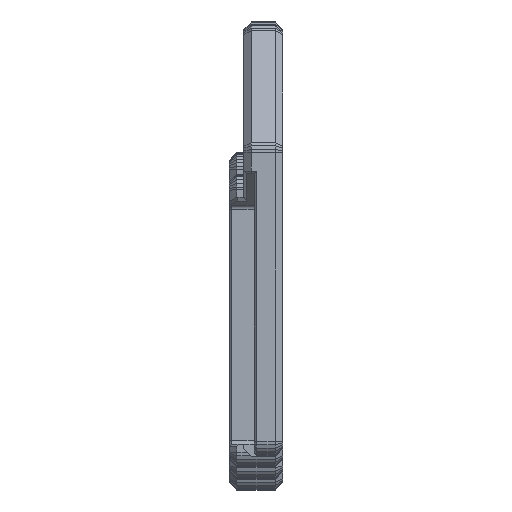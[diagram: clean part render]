
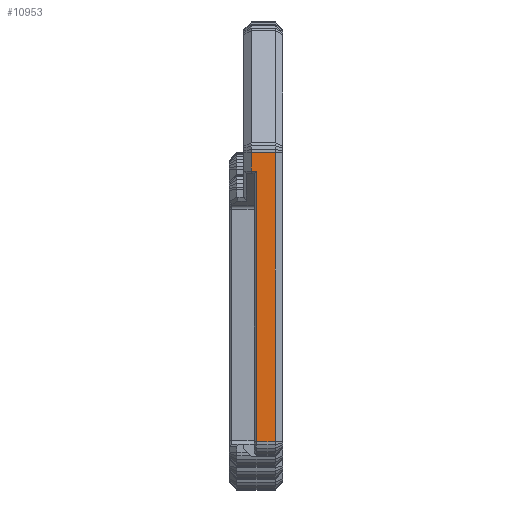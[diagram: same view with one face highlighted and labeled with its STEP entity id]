
A CAD part, left-side view. The second image highlights one B-rep face of the part: STEP entity #10953.
In plain terms, the highlighted planar face has unit normal (-1, 0, 0).
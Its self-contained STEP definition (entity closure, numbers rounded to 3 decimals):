
#169=FACE_OUTER_BOUND('',#769,.T.);
#769=EDGE_LOOP('',(#7259,#7260,#7261,#7262,#7263,#7264));
#1433=LINE('',#15159,#2992);
#1436=LINE('',#15165,#2995);
#1468=LINE('',#15230,#3027);
#1469=LINE('',#15233,#3028);
#1470=LINE('',#15235,#3029);
#1471=LINE('',#15236,#3030);
#2992=VECTOR('',#12275,10.);
#2995=VECTOR('',#12280,10.);
#3027=VECTOR('',#12338,10.);
#3028=VECTOR('',#12341,10.);
#3029=VECTOR('',#12342,10.);
#3030=VECTOR('',#12343,10.);
#4512=VERTEX_POINT('',#15071);
#4542=VERTEX_POINT('',#15157);
#4544=VERTEX_POINT('',#15163);
#4564=VERTEX_POINT('',#15228);
#4565=VERTEX_POINT('',#15232);
#4566=VERTEX_POINT('',#15234);
#5568=EDGE_CURVE('',#4512,#4542,#1433,.T.);
#5571=EDGE_CURVE('',#4542,#4544,#1436,.T.);
#5604=EDGE_CURVE('',#4564,#4544,#1468,.T.);
#5605=EDGE_CURVE('',#4564,#4565,#1469,.T.);
#5606=EDGE_CURVE('',#4565,#4566,#1470,.T.);
#5607=EDGE_CURVE('',#4566,#4512,#1471,.T.);
#7259=ORIENTED_EDGE('',*,*,#5571,.T.);
#7260=ORIENTED_EDGE('',*,*,#5604,.F.);
#7261=ORIENTED_EDGE('',*,*,#5605,.T.);
#7262=ORIENTED_EDGE('',*,*,#5606,.T.);
#7263=ORIENTED_EDGE('',*,*,#5607,.T.);
#7264=ORIENTED_EDGE('',*,*,#5568,.T.);
#10376=PLANE('',#11562);
#10953=ADVANCED_FACE('',(#169),#10376,.F.);
#11562=AXIS2_PLACEMENT_3D('',#15231,#12339,#12340);
#12275=DIRECTION('',(0.,-1.,0.));
#12280=DIRECTION('',(0.,0.,-1.));
#12338=DIRECTION('',(0.,1.,0.));
#12339=DIRECTION('center_axis',(1.,0.,0.));
#12340=DIRECTION('ref_axis',(0.,0.,
-1.));
#12341=DIRECTION('',(0.,0.,1.));
#12342=DIRECTION('',(0.,1.,0.));
#12343=DIRECTION('',(0.,0.,-1.));
#15071=CARTESIAN_POINT('',(22.35,8.08,56.364));
#15157=CARTESIAN_POINT('',(22.35,6.98,56.364));
#15159=CARTESIAN_POINT('',(22.35,4.53,56.364));
#15163=CARTESIAN_POINT('',(22.35,6.98,0.423));
#15165=CARTESIAN_POINT('',(22.35,6.98,42.927));
#15228=CARTESIAN_POINT('',(22.35,3.08,0.423));
#15230=CARTESIAN_POINT('',(22.35,1.58,0.423));
#15231=CARTESIAN_POINT('Origin',(22.35,1.58,60.178));
#15232=CARTESIAN_POINT('',(22.35,3.08,60.178));
#15233=CARTESIAN_POINT('',(22.35,3.08,49.488));
#15234=CARTESIAN_POINT('',(22.35,8.08,60.178));
#15235=CARTESIAN_POINT('',(22.35,1.58,60.178));
#15236=CARTESIAN_POINT('',(22.35,8.08,49.488));
